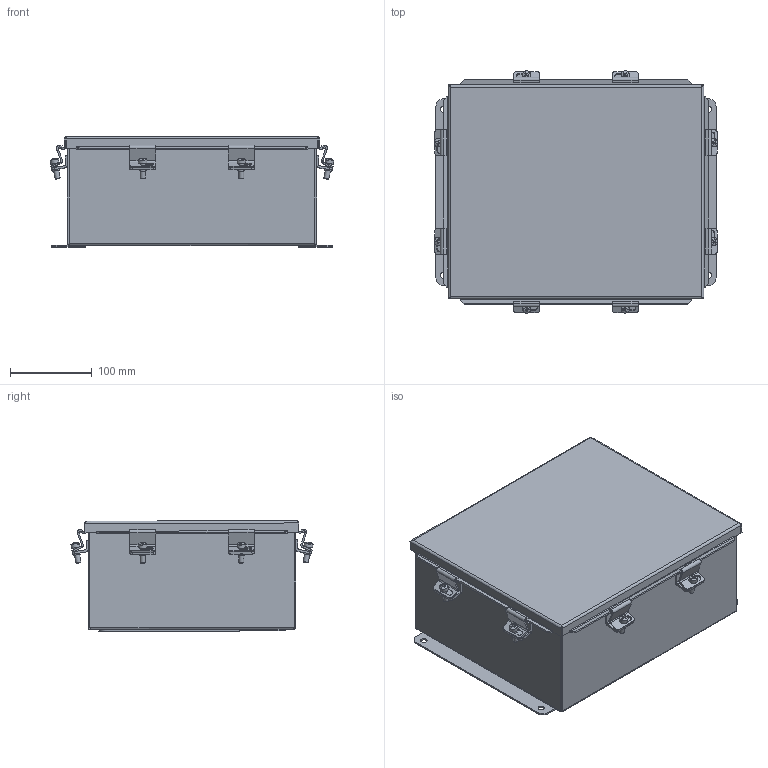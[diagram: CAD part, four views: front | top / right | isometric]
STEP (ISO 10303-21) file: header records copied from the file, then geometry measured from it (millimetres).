
FILE_DESCRIPTION(/* description */ ('N4,JIC,ALUM,CLAMPCVR 12"X10"X5"'),/* implementation_level */ '2;1');
FILE_NAME(/* name */ 'BN4121005AL.stp',/* time_stamp */ '2021-10-14T08:01:57-05:00',/* author */ ('samuelbadillo'),/* organization */ (''),/* preprocessor_version */ 'ST-DEVELOPER v18',/* originating_system */ 'Autodesk Inventor 2020',/* authorisation */ '');
FILE_SCHEMA (('AUTOMOTIVE_DESIGN { 1 0 10303 214 3 1 1 }'));
Length unit declared in the file: inch
Products named in the file (10): BN4121005AL; 3887; C2002; 372134; 3086; B_1210ALLID; 38830; B_121005_ALBKP; 34849; B_1210_FIP
Assembly tree (33 placements, depth 2):
  BN4121005AL
    3887  x3
    C2002  x8
    372134  x8
    3086  x8
    B_1210ALLID
    38830
    B_121005_ALBKP
    34849  x2
    B_1210_FIP
Bounding box: 347.39 x 296.61 x 135.13 mm (x, y, z)
Volume: 750882.6 mm3; surface area: 771874.6 mm2
Topology: 33 solids, 33 shells, 689 faces, 1693 edges, 1089 vertices
Faces by surface type: plane 421, cylinder 195, bspline 28, sphere 16, cone 15, torus 14
Full cylindrical faces by diameter (mm): 3.967 x3, 4.826 x1, 4.978 x8, 6.35 x16, 7.874 x4, 7.95 x3, 8.738 x8, 10.402 x8
Entity records: 9508 total; most frequent: CARTESIAN_POINT 2243, DIRECTION 1365, ORIENTED_EDGE 1330, EDGE_CURVE 665, LINE 467, VECTOR 467, AXIS2_PLACEMENT_3D 449, VERTEX_POINT 395
